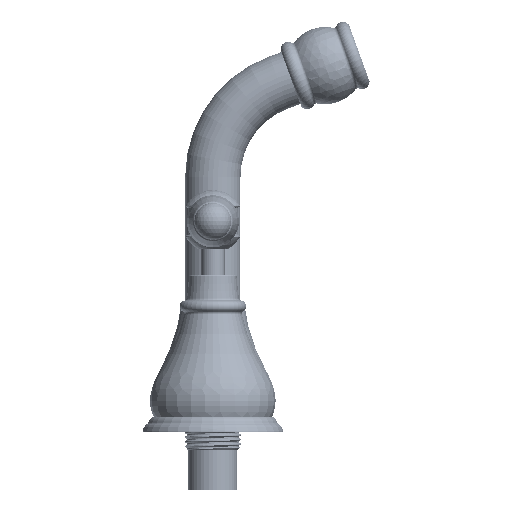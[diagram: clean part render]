
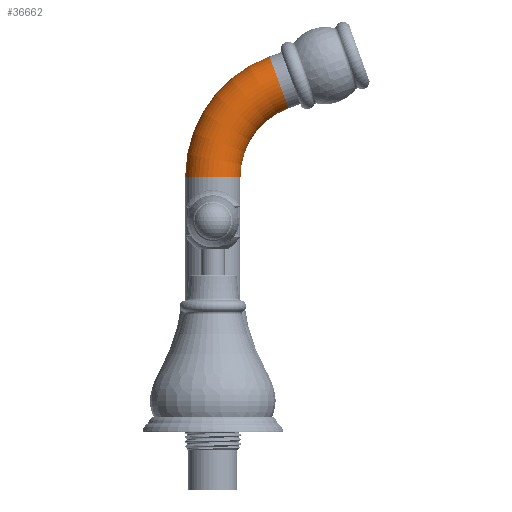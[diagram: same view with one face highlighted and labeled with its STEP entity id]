
A CAD part, left-side view. The second image highlights one B-rep face of the part: STEP entity #36662.
In plain terms, the highlighted toroidal (fillet/blend) face has major radius 40 mm and minor radius 11 mm.
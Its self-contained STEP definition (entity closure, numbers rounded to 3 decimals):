
#926 = CARTESIAN_POINT ( 'NONE',  ( 88.869, -26.319, 0. ) ) ;
#4727 = CIRCLE ( 'NONE', #48693, 29. ) ;
#5653 = AXIS2_PLACEMENT_3D ( 'NONE', #53647, #11280, #53307 ) ;
#6519 = DIRECTION ( 'NONE',  ( 0., 0., -1. ) ) ;
#7843 = VERTEX_POINT ( 'NONE', #46014 ) ;
#9593 = AXIS2_PLACEMENT_3D ( 'NONE', #15030, #26435, #26776 ) ;
#11280 = DIRECTION ( 'NONE',  ( 0., 0., -1. ) ) ;
#13811 = EDGE_CURVE ( 'NONE', #44058, #38216, #57357, .T. ) ;
#14154 = DIRECTION ( 'NONE',  ( 0., 0., -1. ) ) ;
#14907 = ORIENTED_EDGE ( 'NONE', *, *, #28248, .T. ) ;
#15030 = CARTESIAN_POINT ( 'NONE',  ( 51.281, 0., 0. ) ) ;
#16602 = AXIS2_PLACEMENT_3D ( 'NONE', #40346, #55881, #14154 ) ;
#17911 = DIRECTION ( 'NONE',  ( -1., 0., 0. ) ) ;
#19256 = CARTESIAN_POINT ( 'NONE',  ( 51.281, 11., 0. ) ) ;
#22318 = EDGE_CURVE ( 'NONE', #44058, #7843, #54607, .T. ) ;
#23554 = CARTESIAN_POINT ( 'NONE',  ( 78.532, -30.081, 0. ) ) ;
#26121 = DIRECTION ( 'NONE',  ( 0., 0., -1. ) ) ;
#26285 = VERTEX_POINT ( 'NONE', #41455 ) ;
#26435 = DIRECTION ( 'NONE',  ( 1., 0., 0. ) ) ;
#26776 = DIRECTION ( 'NONE',  ( 0., 0., -1. ) ) ;
#28248 = EDGE_CURVE ( 'NONE', #38216, #26285, #39320, .T. ) ;
#28754 = EDGE_LOOP ( 'NONE', ( #32626, #54149, #14907, #32790, #43734 ) ) ;
#29534 = CIRCLE ( 'NONE', #55933, 11. ) ;
#31653 = FACE_OUTER_BOUND ( 'NONE', #28754, .T. ) ;
#32626 = ORIENTED_EDGE ( 'NONE', *, *, #22318, .F. ) ;
#32790 = ORIENTED_EDGE ( 'NONE', *, *, #33343, .T. ) ;
#33343 = EDGE_CURVE ( 'NONE', #26285, #47035, #4727, .T. ) ;
#36662 = ADVANCED_FACE ( 'NONE', ( #31653 ), #66159, .T. ) ;
#37016 = AXIS2_PLACEMENT_3D ( 'NONE', #43407, #65113, #17911 ) ;
#37622 = CARTESIAN_POINT ( 'NONE',  ( 51.281, 0., 11. ) ) ;
#38216 = VERTEX_POINT ( 'NONE', #37622 ) ;
#39320 = CIRCLE ( 'NONE', #9593, 11. ) ;
#40346 = CARTESIAN_POINT ( 'NONE',  ( 51.281, 0., 0. ) ) ;
#40844 = DIRECTION ( 'NONE',  ( -1., 0., 0. ) ) ;
#41455 = CARTESIAN_POINT ( 'NONE',  ( 51.281, -11., 0. ) ) ;
#43407 = CARTESIAN_POINT ( 'NONE',  ( 51.281, -40., 0. ) ) ;
#43734 = ORIENTED_EDGE ( 'NONE', *, *, #67034, .F. ) ;
#44058 = VERTEX_POINT ( 'NONE', #19256 ) ;
#46014 = CARTESIAN_POINT ( 'NONE',  ( 99.206, -22.557, 0. ) ) ;
#47035 = VERTEX_POINT ( 'NONE', #23554 ) ;
#48693 = AXIS2_PLACEMENT_3D ( 'NONE', #53711, #6519, #40844 ) ;
#53283 = DIRECTION ( 'NONE',  ( 0.342, -0.94, 0. ) ) ;
#53307 = DIRECTION ( 'NONE',  ( -1., 0., 0. ) ) ;
#53647 = CARTESIAN_POINT ( 'NONE',  ( 51.281, -40., 0. ) ) ;
#53711 = CARTESIAN_POINT ( 'NONE',  ( 51.281, -40., 0. ) ) ;
#54149 = ORIENTED_EDGE ( 'NONE', *, *, #13811, .T. ) ;
#54607 = CIRCLE ( 'NONE', #37016, 51. ) ;
#55881 = DIRECTION ( 'NONE',  ( 1., 0., 0. ) ) ;
#55933 = AXIS2_PLACEMENT_3D ( 'NONE', #926, #53283, #26121 ) ;
#57357 = CIRCLE ( 'NONE', #16602, 11. ) ;
#65113 = DIRECTION ( 'NONE',  ( 0., 0., -1. ) ) ;
#66159 = TOROIDAL_SURFACE ( 'NONE', #5653, 40., 11. ) ;
#67034 = EDGE_CURVE ( 'NONE', #7843, #47035, #29534, .T. ) ;
